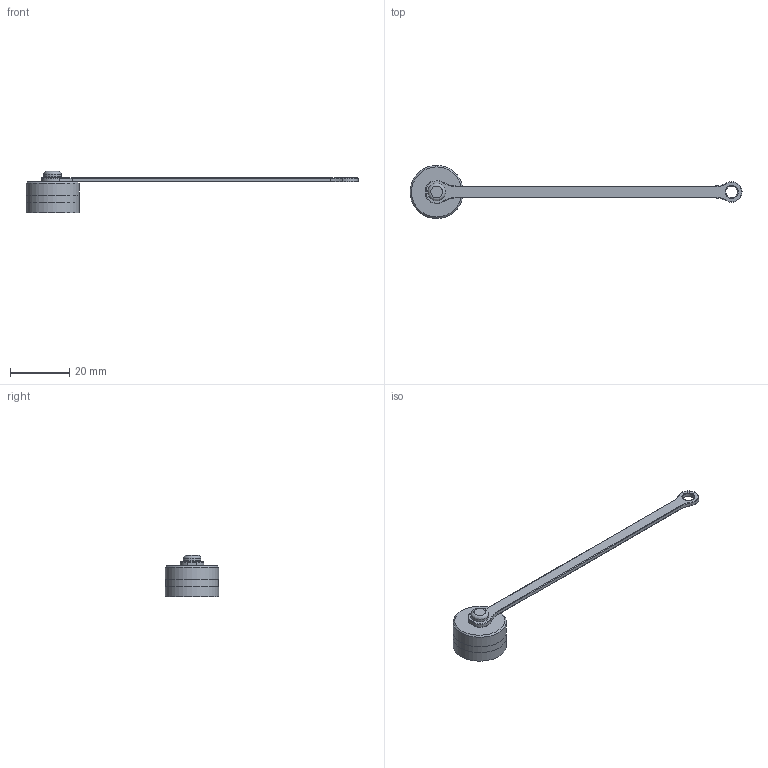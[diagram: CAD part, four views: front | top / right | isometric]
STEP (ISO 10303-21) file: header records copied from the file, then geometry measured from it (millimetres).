
FILE_DESCRIPTION(/* description */ (''),/* implementation_level */ '2;1');
FILE_NAME(/* name */ 'c091 00u000 131 2 unxc001-01.stp',/* time_stamp */ '2019-07-08T10:26:40+02:00',/* author */ (''),/* organization */ (''),/* preprocessor_version */ 'ST-DEVELOPER v16.7',/* originating_system */ 'SIEMENS PLM Software NX 12.0',/* authorisation */ '');
FILE_SCHEMA (('AUTOMOTIVE_DESIGN { 1 0 10303 214 3 1 1 1 }'));
Length unit declared in the file: millimetre
Products named in the file (1): c091 00u000 131 2 unxc001-01
Bounding box: 112.53 x 18.06 x 14 mm (x, y, z)
Volume: 2109.3 mm3; surface area: 2583.8 mm2
Topology: 1 solids, 3 shells, 60 faces, 123 edges, 74 vertices
Faces by surface type: cylinder 22, plane 16, torus 16, bspline 3, cone 3
Full cylindrical faces by diameter (mm): 4 x3, 6 x1, 15 x1, 15.06 x1, 18 x1, 18.06 x2
Entity records: 1740 total; most frequent: CARTESIAN_POINT 390, DIRECTION 284, ORIENTED_EDGE 200, AXIS2_PLACEMENT_3D 130, EDGE_CURVE 100, EDGE_LOOP 86, CIRCLE 72, VERTEX_POINT 69
